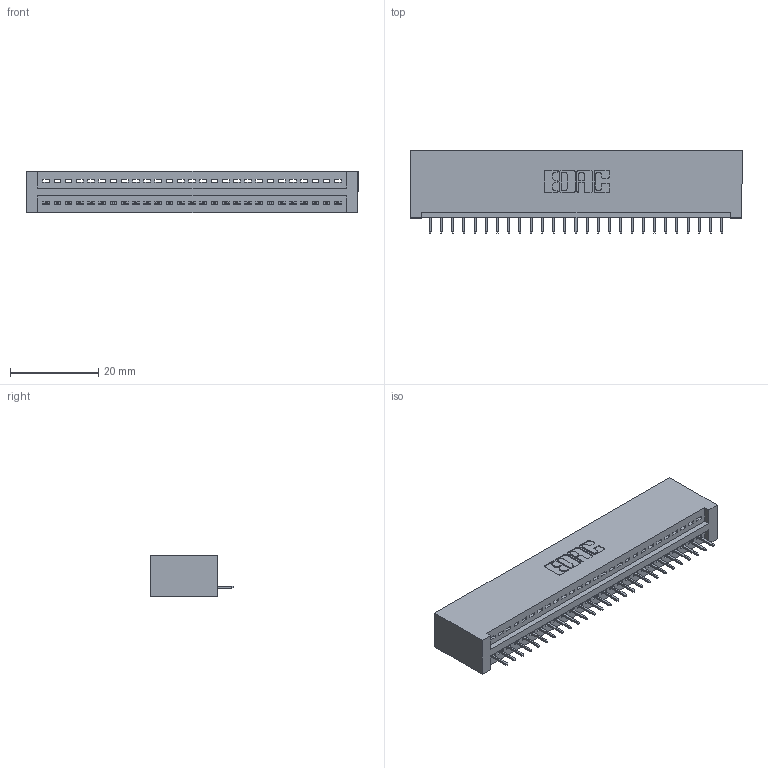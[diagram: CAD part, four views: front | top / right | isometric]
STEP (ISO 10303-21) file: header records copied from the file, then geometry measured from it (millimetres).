
FILE_DESCRIPTION (( 'STEP AP203' ), '1' );
FILE_NAME ('395-027-525-101.STEP', '2020-09-23T16:39:45', ( '' ), ( '' ), 'SwSTEP 2.0', 'SolidWorks 2020', '' );
FILE_SCHEMA (( 'CONFIG_CONTROL_DESIGN' ));
Length unit declared in the file: inch
Products named in the file (3): 395-027-525-101; 345 Part_No Mounting Lugs; 345-292-001_345-293-125
Assembly tree (28 placements, depth 2):
  395-027-525-101
    345 Part_No Mounting Lugs
    345-292-001_345-293-125  x27
Bounding box: 75.18 x 18.72 x 9.4 mm (x, y, z)
Volume: 7492.3 mm3; surface area: 9575.2 mm2
Topology: 28 solids, 28 shells, 1792 faces, 5177 edges, 3342 vertices
Faces by surface type: plane 1318, cylinder 474
Entity records: 22137 total; most frequent: CARTESIAN_POINT 3841, ORIENTED_EDGE 3802, DIRECTION 3371, EDGE_CURVE 1901, VECTOR 1673, LINE 1673, VERTEX_POINT 1262, AXIS2_PLACEMENT_3D 849
